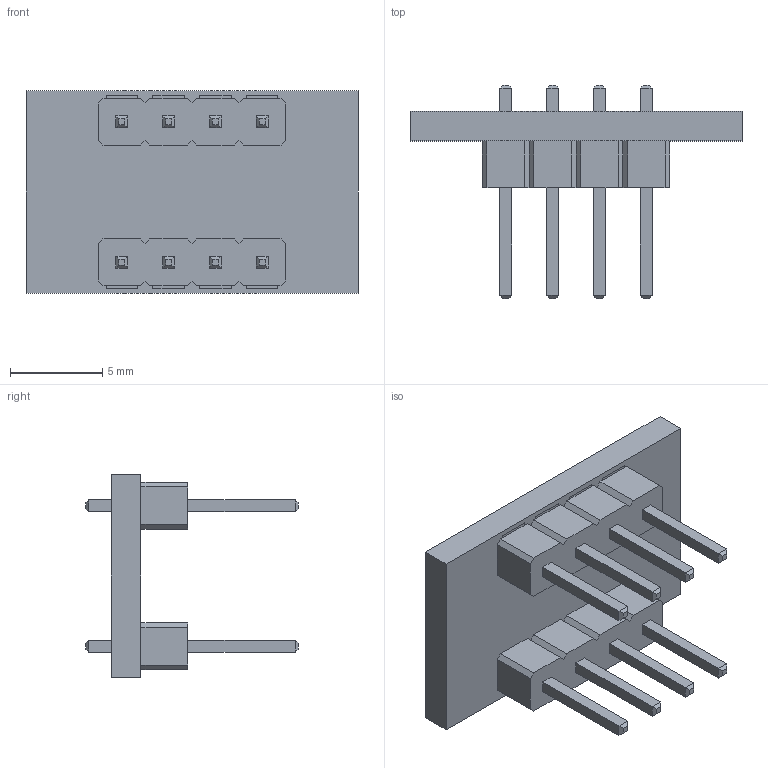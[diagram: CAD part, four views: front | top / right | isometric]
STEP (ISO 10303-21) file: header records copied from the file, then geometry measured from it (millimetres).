
FILE_DESCRIPTION(/* description */ (''),/* implementation_level */ '2;1');
FILE_NAME(/* name */ 'BNO055.step',/* time_stamp */ '2024-07-19T12:32:00+09:00',/* author */ (''),/* organization */ (''),/* preprocessor_version */ 'ST-DEVELOPER v20',/* originating_system */ 'Autodesk Translation Framework v13.14.0.145',/* authorisation */ '');
FILE_SCHEMA (('AUTOMOTIVE_DESIGN { 1 0 10303 214 3 1 1 }'));
Length unit declared in the file: millimetre
Products named in the file (3): BNO055; PinHeader 4pin; PinHeader 4pin v1(ミラー)
Assembly tree (2 placements, depth 2):
  BNO055
    PinHeader 4pin
    PinHeader 4pin v1(ミラー)
Bounding box: 18 x 11.54 x 11 mm (x, y, z)
Volume: 464.3 mm3; surface area: 930 mm2
Topology: 3 solids, 3 shells, 294 faces, 704 edges, 448 vertices
Faces by surface type: plane 270, cylinder 24
Full cylindrical faces by diameter (mm): 1 x8
Entity records: 8685 total; most frequent: CARTESIAN_POINT 1451, ORIENTED_EDGE 1408, DIRECTION 1350, EDGE_CURVE 704, LINE 656, VECTOR 656, VERTEX_POINT 448, AXIS2_PLACEMENT_3D 347
